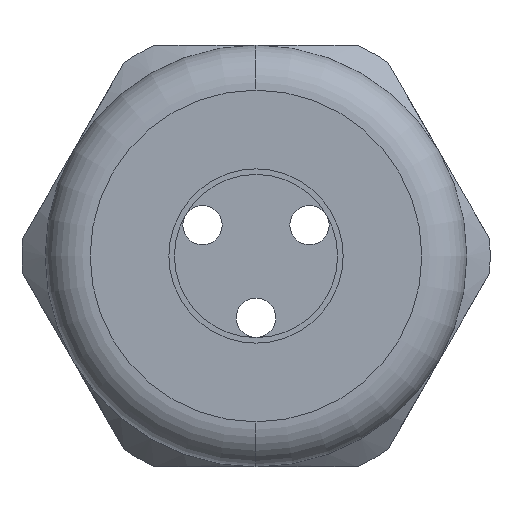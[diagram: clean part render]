
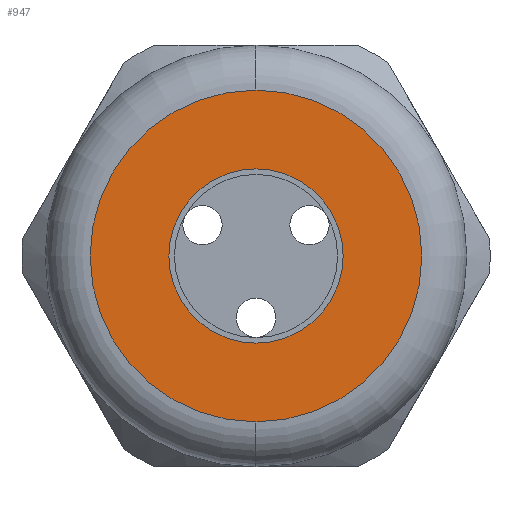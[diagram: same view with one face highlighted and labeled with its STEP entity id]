
A CAD part, left-side view. The second image highlights one B-rep face of the part: STEP entity #947.
In plain terms, the highlighted planar face has unit normal (-1, 0, 0).
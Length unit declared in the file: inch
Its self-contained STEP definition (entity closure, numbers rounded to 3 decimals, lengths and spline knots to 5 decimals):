
#456 = EDGE_CURVE ( 'NONE', #457, #510, #2235, .T. ) ;
#457 = VERTEX_POINT ( 'NONE', #2231 ) ;
#477 = VERTEX_POINT ( 'NONE', #2314 ) ;
#480 = EDGE_CURVE ( 'NONE', #481, #477, #2313, .T. ) ;
#481 = VERTEX_POINT ( 'NONE', #2308 ) ;
#510 = VERTEX_POINT ( 'NONE', #2379 ) ;
#944 = EDGE_CURVE ( 'NONE', #510, #457, #3217, .T. ) ;
#947 = ADVANCED_FACE ( 'NONE', ( #3274, #3273 ), #3272, .T. ) ;
#948 = EDGE_LOOP ( 'NONE', ( #949, #950 ) ) ;
#949 = ORIENTED_EDGE ( 'NONE', *, *, #480, .T. ) ;
#950 = ORIENTED_EDGE ( 'NONE', *, *, #951, .T. ) ;
#951 = EDGE_CURVE ( 'NONE', #477, #481, #3267, .T. ) ;
#952 = EDGE_LOOP ( 'NONE', ( #953, #954 ) ) ;
#953 = ORIENTED_EDGE ( 'NONE', *, *, #944, .T. ) ;
#954 = ORIENTED_EDGE ( 'NONE', *, *, #456, .T. ) ;
#2231 = CARTESIAN_POINT ( 'NONE',  ( -1.18, 0., 0.155 ) ) ;
#2232 = DIRECTION ( 'NONE',  ( 0., 0., -1. ) ) ;
#2233 = DIRECTION ( 'NONE',  ( 1., 0., 0. ) ) ;
#2234 = AXIS2_PLACEMENT_3D ( 'NONE', #2241, #2233, #2232 ) ;
#2235 = CIRCLE ( 'NONE', #2234, 0.155 ) ;
#2241 = CARTESIAN_POINT ( 'NONE',  ( -1.18, 0., 0. ) ) ;
#2308 = CARTESIAN_POINT ( 'NONE',  ( -1.18, 0., 0.295 ) ) ;
#2309 = DIRECTION ( 'NONE',  ( 0., 0., 1. ) ) ;
#2310 = DIRECTION ( 'NONE',  ( -1., 0., 0. ) ) ;
#2311 = CARTESIAN_POINT ( 'NONE',  ( -1.18, 0., 0. ) ) ;
#2312 = AXIS2_PLACEMENT_3D ( 'NONE', #2311, #2310, #2309 ) ;
#2313 = CIRCLE ( 'NONE', #2312, 0.295 ) ;
#2314 = CARTESIAN_POINT ( 'NONE',  ( -1.18, 0., -0.295 ) ) ;
#2379 = CARTESIAN_POINT ( 'NONE',  ( -1.18, 0., -0.155 ) ) ;
#3213 = DIRECTION ( 'NONE',  ( 0., 0., -1. ) ) ;
#3214 = DIRECTION ( 'NONE',  ( 1., 0., 0. ) ) ;
#3215 = CARTESIAN_POINT ( 'NONE',  ( -1.18, 0., 0. ) ) ;
#3216 = AXIS2_PLACEMENT_3D ( 'NONE', #3215, #3214, #3213 ) ;
#3217 = CIRCLE ( 'NONE', #3216, 0.155 ) ;
#3263 = DIRECTION ( 'NONE',  ( 0., 0., 1. ) ) ;
#3264 = DIRECTION ( 'NONE',  ( -1., 0., 0. ) ) ;
#3265 = CARTESIAN_POINT ( 'NONE',  ( -1.18, 0., 0. ) ) ;
#3266 = AXIS2_PLACEMENT_3D ( 'NONE', #3265, #3264, #3263 ) ;
#3267 = CIRCLE ( 'NONE', #3266, 0.295 ) ;
#3268 = DIRECTION ( 'NONE',  ( 0., 0., 1. ) ) ;
#3269 = DIRECTION ( 'NONE',  ( -1., 0., 0. ) ) ;
#3270 = CARTESIAN_POINT ( 'NONE',  ( -1.18, 0.375, 0. ) ) ;
#3271 = AXIS2_PLACEMENT_3D ( 'NONE', #3270, #3269, #3268 ) ;
#3272 = PLANE ( 'NONE',  #3271 ) ;
#3273 = FACE_BOUND ( 'NONE', #952, .T. ) ;
#3274 = FACE_OUTER_BOUND ( 'NONE', #948, .T. ) ;
